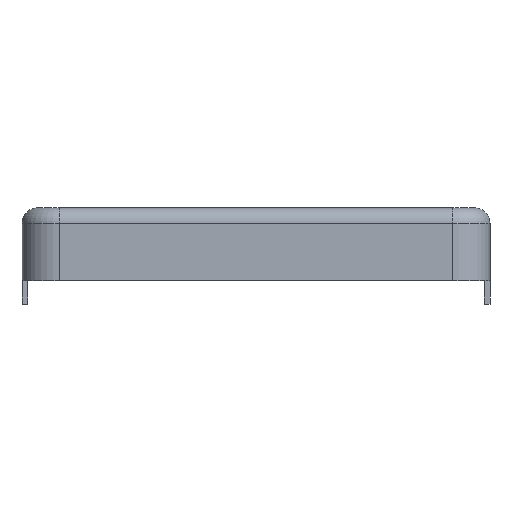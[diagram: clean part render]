
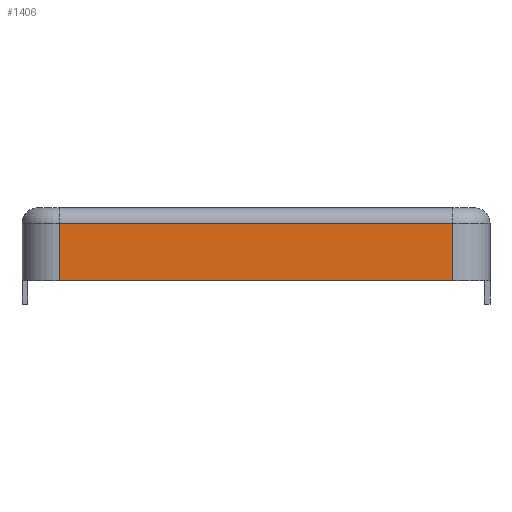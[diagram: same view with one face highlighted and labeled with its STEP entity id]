
A CAD part, left-side view. The second image highlights one B-rep face of the part: STEP entity #1406.
In plain terms, the highlighted face is planar.
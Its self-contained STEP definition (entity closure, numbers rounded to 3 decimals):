
#522=ORIENTED_EDGE('',*,*,#594,.T.);
#523=ORIENTED_EDGE('',*,*,#695,.F.);
#524=ORIENTED_EDGE('',*,*,#729,.F.);
#525=ORIENTED_EDGE('',*,*,#693,.T.);
#594=EDGE_CURVE('',#795,#794,#907,.T.);
#693=EDGE_CURVE('',#871,#795,#974,.T.);
#695=EDGE_CURVE('',#812,#794,#975,.T.);
#729=EDGE_CURVE('',#871,#812,#993,.T.);
#794=VERTEX_POINT('',#2118);
#795=VERTEX_POINT('',#2120);
#812=VERTEX_POINT('',#2160);
#871=VERTEX_POINT('',#2322);
#907=LINE('',#2119,#1019);
#974=LINE('',#2321,#1086);
#975=LINE('',#2325,#1087);
#993=LINE('',#2382,#1105);
#1019=VECTOR('',#1669,1000.);
#1086=VECTOR('',#1854,1000.);
#1087=VECTOR('',#1859,1000.);
#1105=VECTOR('',#1925,1000.);
#1203=EDGE_LOOP('',(#522,#523,#524,#525));
#1301=FACE_BOUND('',#1203,.T.);
#1336=PLANE('',#1585);
#1406=ADVANCED_FACE('',(#1301),#1336,.T.);
#1585=AXIS2_PLACEMENT_3D('',#2438,#2017,#2018);
#1669=DIRECTION('',(-1.,0.,0.));
#1854=DIRECTION('',(0.,-1.,0.));
#1859=DIRECTION('',(0.,-1.,0.));
#1925=DIRECTION('',(-1.,0.,0.));
#2017=DIRECTION('',(0.,0.,-1.));
#2018=DIRECTION('',(0.,-1.,0.));
#2118=CARTESIAN_POINT('',(-10.,-3.7,-16.15));
#2119=CARTESIAN_POINT('',(10.,-3.7,-16.15));
#2120=CARTESIAN_POINT('',(10.,-3.7,-16.15));
#2160=CARTESIAN_POINT('',(-10.,-0.8,-16.15));
#2321=CARTESIAN_POINT('',(10.,0.,-16.15));
#2322=CARTESIAN_POINT('',(10.,-0.8,-16.15));
#2325=CARTESIAN_POINT('',(-10.,0.,-16.15));
#2382=CARTESIAN_POINT('',(10.,-0.8,-16.15));
#2438=CARTESIAN_POINT('',(10.,0.,-16.15));
